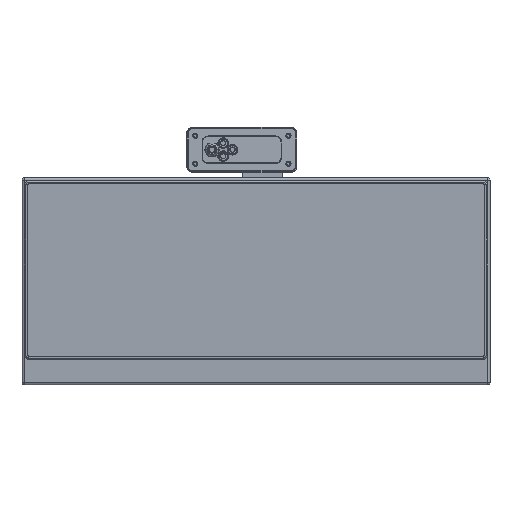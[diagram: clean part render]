
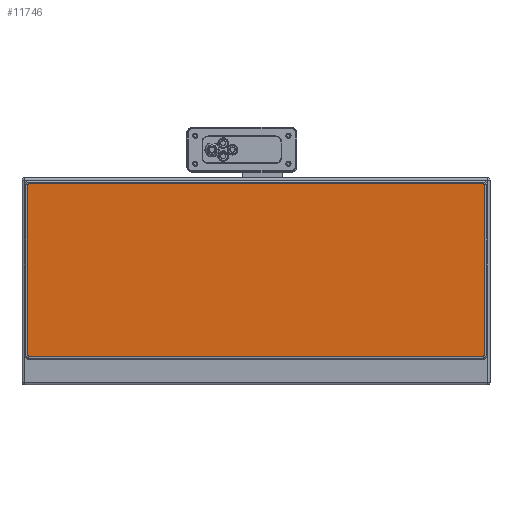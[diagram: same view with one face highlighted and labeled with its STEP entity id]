
A CAD part, top view. The second image highlights one B-rep face of the part: STEP entity #11746.
In plain terms, the highlighted planar face has unit normal (0, -0.052, 0.999).
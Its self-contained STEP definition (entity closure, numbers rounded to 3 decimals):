
#2172=DIRECTION('',(0.,0.999,0.052));
#2173=VECTOR('',#2172,179.73);
#2174=CARTESIAN_POINT('',(245.136,-86.197,-1.513));
#2175=LINE('',#2174,#2173);
#2193=DIRECTION('',(1.,0.,0.));
#2194=VECTOR('',#2193,484.53);
#2195=CARTESIAN_POINT('',(-242.265,-89.063,-1.663));
#2196=LINE('',#2195,#2194);
#2214=DIRECTION('',(0.,-0.999,-0.052));
#2215=VECTOR('',#2214,179.73);
#2216=CARTESIAN_POINT('',(-245.135,93.287,7.893));
#2217=LINE('',#2216,#2215);
#2235=DIRECTION('',(-1.,0.,0.));
#2236=VECTOR('',#2235,484.53);
#2237=CARTESIAN_POINT('',(242.266,96.153,8.043));
#2238=LINE('',#2237,#2236);
#2239=CARTESIAN_POINT('',(-242.265,93.287,7.893));
#2240=DIRECTION('',(0.,0.052,-0.999));
#2241=DIRECTION('',(-1.,0.,0.));
#2242=AXIS2_PLACEMENT_3D('',#2239,#2240,#2241);
#2244=CARTESIAN_POINT('',(242.266,93.287,7.893));
#2245=DIRECTION('',(0.,0.052,-0.999));
#2246=DIRECTION('',(0.,0.999,0.052));
#2247=AXIS2_PLACEMENT_3D('',#2244,#2245,#2246);
#2249=CARTESIAN_POINT('',(242.266,-86.197,-1.513));
#2250=DIRECTION('',(0.,0.052,-0.999));
#2251=DIRECTION('',(1.,0.,0.));
#2252=AXIS2_PLACEMENT_3D('',#2249,#2250,#2251);
#2254=CARTESIAN_POINT('',(-242.265,-86.197,-1.513));
#2255=DIRECTION('',(0.,0.052,-0.999));
#2256=DIRECTION('',(0.,-0.999,-0.052));
#2257=AXIS2_PLACEMENT_3D('',#2254,#2255,#2256);
#7063=CARTESIAN_POINT('',(242.266,96.153,8.043));
#7064=CARTESIAN_POINT('',(245.136,93.287,7.893));
#7065=VERTEX_POINT('',#7063);
#7066=VERTEX_POINT('',#7064);
#7067=CARTESIAN_POINT('',(-245.135,93.287,7.893));
#7068=CARTESIAN_POINT('',(-245.135,-86.197,-1.513));
#7069=VERTEX_POINT('',#7067);
#7070=VERTEX_POINT('',#7068);
#7071=CARTESIAN_POINT('',(-242.265,96.153,8.043));
#7072=VERTEX_POINT('',#7071);
#7073=CARTESIAN_POINT('',(245.136,-86.197,-1.513));
#7074=VERTEX_POINT('',#7073);
#7075=CARTESIAN_POINT('',(242.266,-89.063,-1.663));
#7076=VERTEX_POINT('',#7075);
#7077=CARTESIAN_POINT('',(-242.265,-89.063,-1.663));
#7078=VERTEX_POINT('',#7077);
#11731=CARTESIAN_POINT('',(0.,3.545,
3.19));
#11732=DIRECTION('',(0.,-0.052,0.999));
#11733=DIRECTION('',(1.,0.,0.));
#11734=AXIS2_PLACEMENT_3D('',#11731,#11732,#11733);
#11735=PLANE('',#11734);
#11736=ORIENTED_EDGE('',*,*,#11698,.T.);
#11737=ORIENTED_EDGE('',*,*,#11718,.F.);
#11738=ORIENTED_EDGE('',*,*,#11571,.T.);
#11739=ORIENTED_EDGE('',*,*,#11593,.F.);
#11740=ORIENTED_EDGE('',*,*,#11614,.T.);
#11741=ORIENTED_EDGE('',*,*,#11635,.F.);
#11742=ORIENTED_EDGE('',*,*,#11656,.T.);
#11743=ORIENTED_EDGE('',*,*,#11677,.F.);
#11744=EDGE_LOOP('',(#11736,#11737,#11738,#11739,#11740,#11741,#11742,#11743));
#11745=FACE_OUTER_BOUND('',#11744,.F.);
#11746=ADVANCED_FACE('',(#11745),#11735,.T.);
#2243=CIRCLE('',#2242,2.87);
#2248=CIRCLE('',#2247,2.87);
#2253=CIRCLE('',#2252,2.87);
#2258=CIRCLE('',#2257,2.87);
#11571=EDGE_CURVE('',#7065,#7066,#2248,.T.);
#11593=EDGE_CURVE('',#7074,#7066,#2175,.T.);
#11614=EDGE_CURVE('',#7074,#7076,#2253,.T.);
#11635=EDGE_CURVE('',#7078,#7076,#2196,.T.);
#11656=EDGE_CURVE('',#7078,#7070,#2258,.T.);
#11677=EDGE_CURVE('',#7069,#7070,#2217,.T.);
#11698=EDGE_CURVE('',#7069,#7072,#2243,.T.);
#11718=EDGE_CURVE('',#7065,#7072,#2238,.T.);
